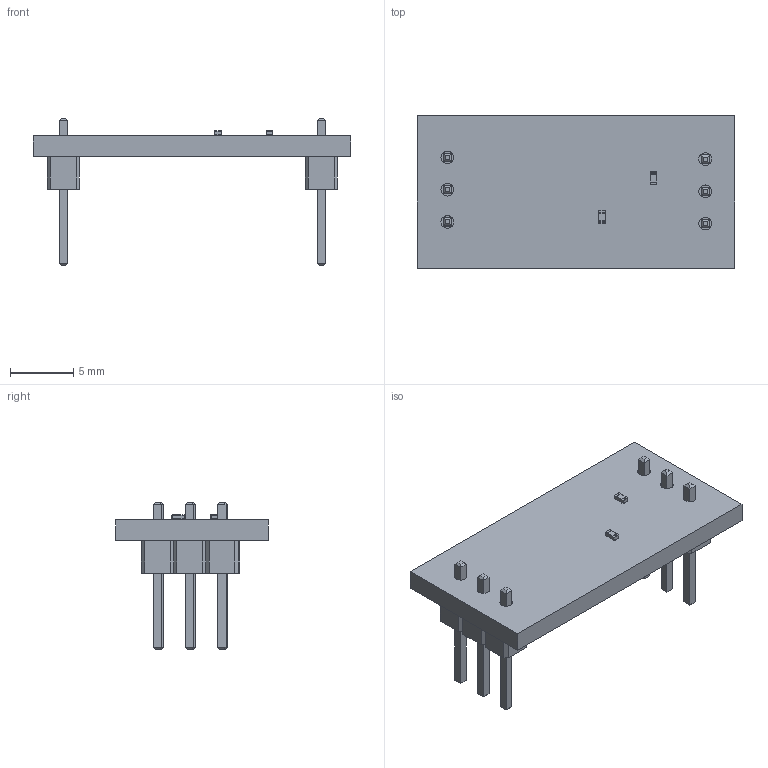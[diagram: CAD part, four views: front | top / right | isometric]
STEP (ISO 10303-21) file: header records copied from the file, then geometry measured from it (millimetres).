
FILE_DESCRIPTION(('KiCad electronic assembly'),'2;1');
FILE_NAME('Sterowniki silnik_w.step','2024-05-11T22:40:11',('Pcbnew'),( 'Kicad'),'Open CASCADE STEP processor 7.7','KiCad to STEP converter' ,'Unknown');
FILE_SCHEMA(('AUTOMOTIVE_DESIGN { 1 0 10303 214 1 1 1 1 }'));
Length unit declared in the file: millimetre
Products named in the file (6): Sterowniki silnik_w 1; R_0402_1005Metric; PinHeader_1x03_P2.54mm_Vertical; PinHeader_1x03_P254mm_Vertical; Sterowniki silnikÃ³w_PCB
Assembly tree (7 placements, depth 3):
  Sterowniki silnik_w 1
    R_0402_1005Metric  x2
      R_0402_1005Metric
    PinHeader_1x03_P2.54mm_Vertical  x2
      PinHeader_1x03_P254mm_Vertical
    Sterowniki silnikÃ³w_PCB
Bounding box: 25 x 12 x 11.54 mm (x, y, z)
Volume: 590.9 mm3; surface area: 1058.4 mm2
Topology: 5 solids, 5 shells, 216 faces, 526 edges, 332 vertices
Faces by surface type: plane 194, cylinder 22
Full cylindrical faces by diameter (mm): 1 x6
Entity records: 4132 total; most frequent: CARTESIAN_POINT 576, ORIENTED_EDGE 556, DIRECTION 550, EDGE_CURVE 278, LINE 250, VECTOR 250, VERTEX_POINT 176, AXIS2_PLACEMENT_3D 150
